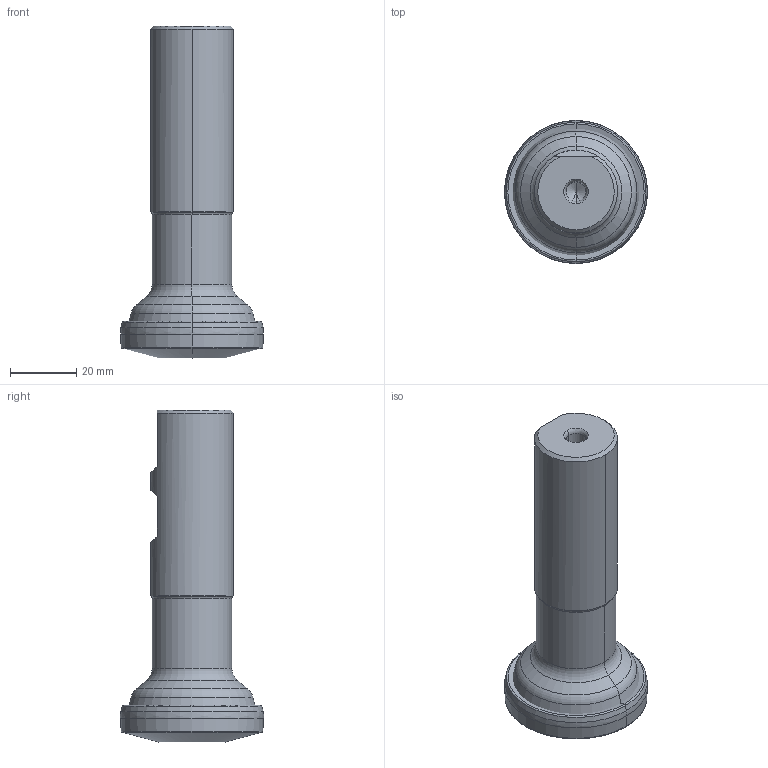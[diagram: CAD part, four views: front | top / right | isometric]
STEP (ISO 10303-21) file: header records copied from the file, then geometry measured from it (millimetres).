
FILE_DESCRIPTION((''),'2;1');
FILE_NAME('12Q1R020044W5R00','2015-10-31T',('schorn'),(''),'PRO/ENGINEER BY PARAMETRIC TECHNOLOGY CORPORATION, 2011490','PRO/ENGINEER BY PARAMETRIC TECHNOLOGY CORPORATION, 2011490','');
FILE_SCHEMA(('AUTOMOTIVE_DESIGN { 1 2 10303 214 0 1 1 1 }'));
Length unit declared in the file: millimetre
Products named in the file (3): NOCUT; CUT; 12Q1R020044W5R00
Assembly tree (2 placements, depth 2):
  12Q1R020044W5R00
    NOCUT
    CUT
Bounding box: 43.05 x 43.15 x 100 mm (x, y, z)
Volume: 64261.2 mm3; surface area: 15380.5 mm2
Topology: 2 solids, 2 shells, 70 faces, 153 edges, 93 vertices
Faces by surface type: revolution 24, cone 17, torus 14, cylinder 8, plane 7
Entity records: 4025 total; most frequent: CARTESIAN_POINT 1842, DIRECTION 340, ORIENTED_EDGE 288, PRESENTATION_STYLE_ASSIGNMENT 157, STYLED_ITEM 157, CURVE_STYLE 155, EDGE_CURVE 144, AXIS2_PLACEMENT_3D 139
